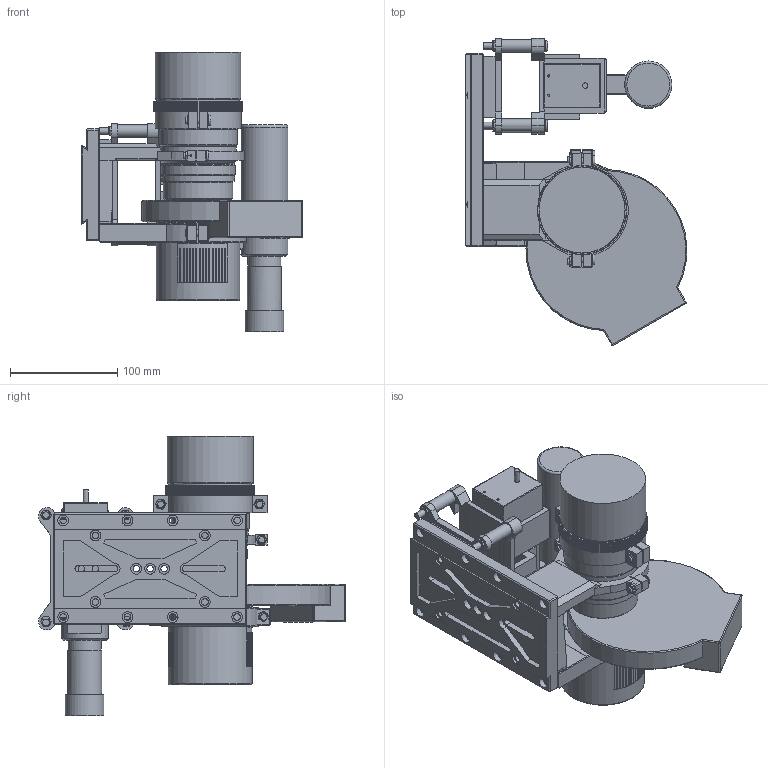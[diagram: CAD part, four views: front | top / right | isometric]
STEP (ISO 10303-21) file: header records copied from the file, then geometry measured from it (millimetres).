
FILE_DESCRIPTION(('HOOPS Exchange Step'),'2;1');
FILE_NAME('temp_export','2021-11-13T13:03:34-05:00',('mobile'),('Shapr3D Limited'),'HOOPS Exchange 2021.1','Shapr3D','Authorized');
FILE_SCHEMA( ('AP203_CONFIGURATION_CONTROLLED_3D_DESIGN_OF_MECHANICAL_PARTS_AND_ASSEMBLIES_MIM_LF') );
Length unit declared in the file: millimetre
Products named in the file (12): 0; C64D383F-5A09-4379-82AF-F2A188854C2F.tmp
Assembly tree (11 placements, depth 4):
  C64D383F-5A09-4379-82AF-F2A188854C2F.tmp
    0
    0
    0
    0
    0
    0
    0
      0
      0
        0
      0
Bounding box: 206.71 x 286 x 260 mm (x, y, z)
Volume: 2326097.2 mm3; surface area: 492152 mm2
Topology: 36 solids, 36 shells, 1893 faces, 5152 edges, 3383 vertices
Faces by surface type: plane 1351, cylinder 466, bspline 28, torus 20, sphere 14, cone 12, extrusion 2
Full cylindrical faces by diameter (mm): 0.006 x2, 2 x2, 5 x1, 5.999 x1, 6 x50, 6.325 x5, 10 x25, 12 x4, 26.907 x1, 28 x1, 31 x1, 36 x1, 42 x3, 44 x1, 65 x2, 68 x2, 69 x1, 71 x1, 73 x1, 77 x1, 78 x1, 80 x1
Entity records: 62263 total; most frequent: CARTESIAN_POINT 12723, ORIENTED_EDGE 10276, DIRECTION 10234, EDGE_CURVE 5138, VECTOR 3602, LINE 3600, VERTEX_POINT 3383, AXIS2_PLACEMENT_3D 3316
